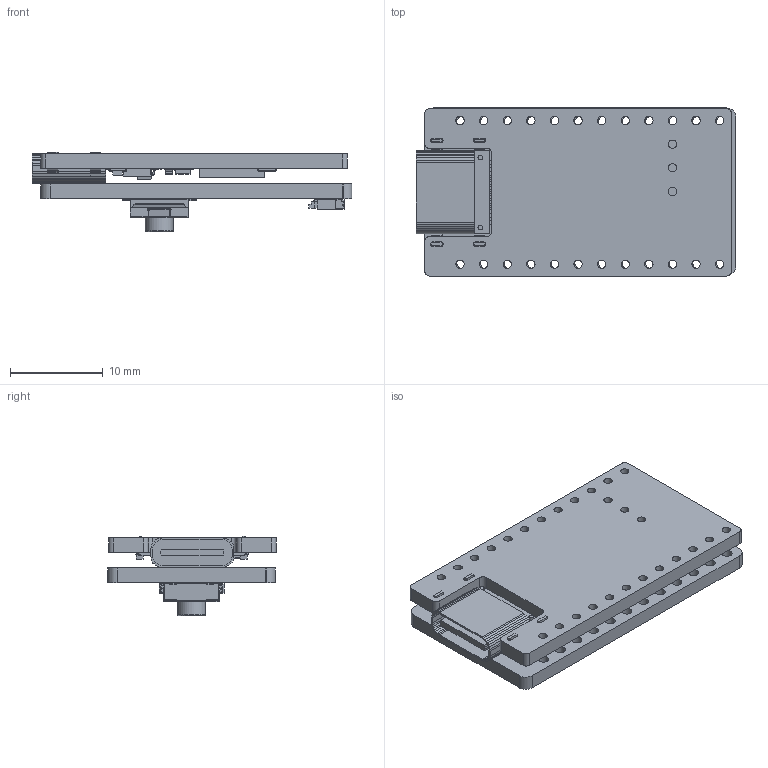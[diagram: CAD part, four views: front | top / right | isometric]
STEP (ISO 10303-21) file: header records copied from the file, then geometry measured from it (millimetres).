
FILE_DESCRIPTION(('KiCad electronic assembly'),'2;1');
FILE_NAME('daughterboard_pcb.step','2025-01-11T00:42:22',('Pcbnew'),( 'Kicad'),'Open CASCADE STEP processor 7.8','KiCad to STEP converter' ,'Unknown');
FILE_SCHEMA(('AUTOMOTIVE_DESIGN { 1 0 10303 214 1 1 1 1 }'));
Length unit declared in the file: millimetre
Products named in the file (8): daughterboard_pcb 1; nice_nano; nice!nano; 430471035826_Download_STP_WS-TASV_430471035826_rev1; 430471035826; FFC2B28-10-G; daughterboard_PCB
Assembly tree (7 placements, depth 3):
  daughterboard_pcb 1
    nice_nano
      nice!nano
    430471035826_Download_STP_WS-TASV_430471035826_rev1
      430471035826
    FFC2B28-10-G
      FFC2B28-10-G
    daughterboard_PCB
Bounding box: 34.44 x 18.09 x 8.56 mm (x, y, z)
Volume: 2006.5 mm3; surface area: 4310.2 mm2
Topology: 55 solids, 55 shells, 1786 faces, 4986 edges, 3274 vertices
Faces by surface type: plane 1311, cylinder 412, bspline 32, torus 19, extrusion 8, sphere 4
Full cylindrical faces by diameter (mm): 0.3 x2, 0.5 x2, 0.9 x27, 1.092 x24, 1.1 x2, 3 x1, 3.15 x1
Entity records: 58273 total; most frequent: CARTESIAN_POINT 11272, ORIENTED_EDGE 9944, DIRECTION 9161, EDGE_CURVE 4972, VECTOR 4045, LINE 4037, VERTEX_POINT 3274, AXIS2_PLACEMENT_3D 2558
